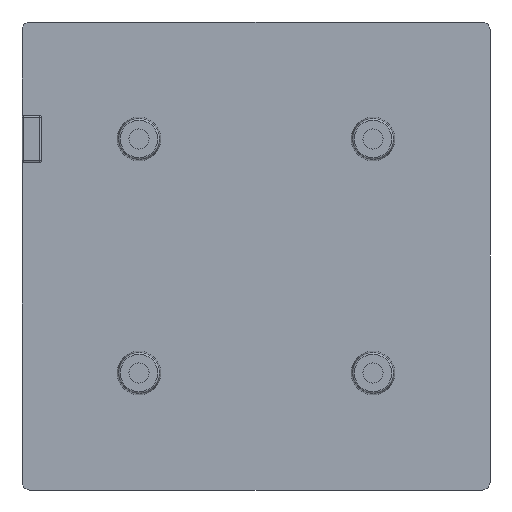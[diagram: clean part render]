
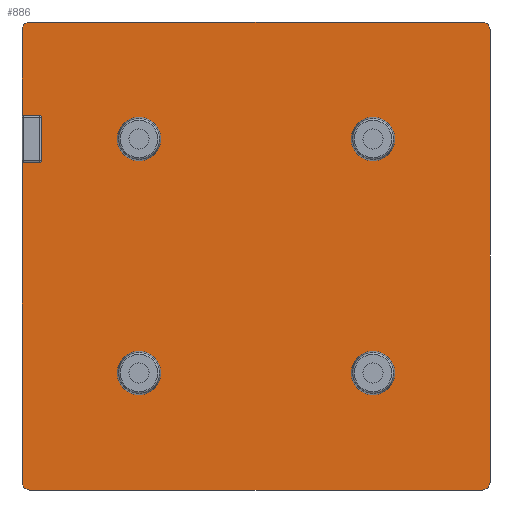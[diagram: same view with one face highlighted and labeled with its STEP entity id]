
A CAD part, front view. The second image highlights one B-rep face of the part: STEP entity #886.
In plain terms, the highlighted planar face has unit normal (0, -1, 0).
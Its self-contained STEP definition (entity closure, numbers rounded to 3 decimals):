
#69=LINE('',#1519,#114);
#73=LINE('',#1674,#118);
#76=LINE('',#1678,#121);
#78=LINE('',#1681,#123);
#80=LINE('',#1684,#125);
#81=LINE('',#1685,#126);
#82=LINE('',#1691,#127);
#83=LINE('',#1694,#128);
#114=VECTOR('',#1216,10.);
#118=VECTOR('',#1254,10.);
#121=VECTOR('',#1259,10.);
#123=VECTOR('',#1263,10.);
#125=VECTOR('',#1267,10.);
#126=VECTOR('',#1268,10.);
#127=VECTOR('',#1275,10.);
#128=VECTOR('',#1278,10.);
#156=FACE_BOUND('',#266,.T.);
#157=FACE_BOUND('',#267,.T.);
#158=FACE_BOUND('',#268,.T.);
#159=FACE_BOUND('',#269,.T.);
#168=PLANE('',#1024);
#207=FACE_OUTER_BOUND('',#265,.T.);
#265=EDGE_LOOP('',(#715,#716,#717,#718,#719,#720,#721,#722,#723,#724,#725,
#726,#727,#728,#729,#730));
#266=EDGE_LOOP('',(#731,#732));
#267=EDGE_LOOP('',(#733,#734));
#268=EDGE_LOOP('',(#735,#736));
#269=EDGE_LOOP('',(#737,#738));
#331=CIRCLE('',#1001,0.2);
#332=CIRCLE('',#1004,0.2);
#333=CIRCLE('',#1009,1.);
#334=CIRCLE('',#1012,1.);
#335=CIRCLE('',#1015,1.);
#336=CIRCLE('',#1018,1.);
#337=CIRCLE('',#1025,0.2);
#338=CIRCLE('',#1026,0.2);
#339=CIRCLE('',#1027,2.447);
#340=CIRCLE('',#1028,2.447);
#341=CIRCLE('',#1029,2.447);
#342=CIRCLE('',#1030,2.447);
#343=CIRCLE('',#1031,2.447);
#344=CIRCLE('',#1032,2.447);
#345=CIRCLE('',#1033,2.447);
#346=CIRCLE('',#1034,2.447);
#406=VERTEX_POINT('',#1511);
#407=VERTEX_POINT('',#1513);
#408=VERTEX_POINT('',#1517);
#409=VERTEX_POINT('',#1521);
#410=VERTEX_POINT('',#1525);
#411=VERTEX_POINT('',#1559);
#413=VERTEX_POINT('',#1562);
#414=VERTEX_POINT('',#1595);
#416=VERTEX_POINT('',#1598);
#417=VERTEX_POINT('',#1631);
#419=VERTEX_POINT('',#1634);
#420=VERTEX_POINT('',#1667);
#422=VERTEX_POINT('',#1670);
#423=VERTEX_POINT('',#1688);
#424=VERTEX_POINT('',#1690);
#425=VERTEX_POINT('',#1692);
#426=VERTEX_POINT('',#1695);
#427=VERTEX_POINT('',#1696);
#428=VERTEX_POINT('',#1699);
#429=VERTEX_POINT('',#1700);
#430=VERTEX_POINT('',#1703);
#431=VERTEX_POINT('',#1704);
#432=VERTEX_POINT('',#1707);
#433=VERTEX_POINT('',#1708);
#507=EDGE_CURVE('',#406,#407,#331,.F.);
#510=EDGE_CURVE('',#406,#408,#69,.T.);
#512=EDGE_CURVE('',#409,#408,#332,.F.);
#517=EDGE_CURVE('',#413,#411,#333,.T.);
#520=EDGE_CURVE('',#416,#414,#334,.T.);
#523=EDGE_CURVE('',#419,#417,#335,.T.);
#526=EDGE_CURVE('',#422,#420,#336,.T.);
#527=EDGE_CURVE('',#422,#411,#73,.T.);
#530=EDGE_CURVE('',#419,#420,#76,.T.);
#532=EDGE_CURVE('',#417,#416,#78,.T.);
#534=EDGE_CURVE('',#409,#414,#80,.T.);
#535=EDGE_CURVE('',#410,#413,#81,.T.);
#536=EDGE_CURVE('',#423,#410,#337,.F.);
#537=EDGE_CURVE('',#423,#424,#82,.T.);
#538=EDGE_CURVE('',#425,#424,#338,.F.);
#539=EDGE_CURVE('',#425,#407,#83,.T.);
#540=EDGE_CURVE('',#426,#427,#339,.T.);
#541=EDGE_CURVE('',#427,#426,#340,.T.);
#542=EDGE_CURVE('',#428,#429,#341,.T.);
#543=EDGE_CURVE('',#429,#428,#342,.T.);
#544=EDGE_CURVE('',#430,#431,#343,.T.);
#545=EDGE_CURVE('',#431,#430,#344,.T.);
#546=EDGE_CURVE('',#432,#433,#345,.T.);
#547=EDGE_CURVE('',#433,#432,#346,.T.);
#715=ORIENTED_EDGE('',*,*,#523,.F.);
#716=ORIENTED_EDGE('',*,*,#530,.T.);
#717=ORIENTED_EDGE('',*,*,#526,.F.);
#718=ORIENTED_EDGE('',*,*,#527,.T.);
#719=ORIENTED_EDGE('',*,*,#517,.F.);
#720=ORIENTED_EDGE('',*,*,#535,.F.);
#721=ORIENTED_EDGE('',*,*,#536,.F.);
#722=ORIENTED_EDGE('',*,*,#537,.T.);
#723=ORIENTED_EDGE('',*,*,#538,.F.);
#724=ORIENTED_EDGE('',*,*,#539,.T.);
#725=ORIENTED_EDGE('',*,*,#507,.F.);
#726=ORIENTED_EDGE('',*,*,#510,.T.);
#727=ORIENTED_EDGE('',*,*,#512,.F.);
#728=ORIENTED_EDGE('',*,*,#534,.T.);
#729=ORIENTED_EDGE('',*,*,#520,.F.);
#730=ORIENTED_EDGE('',*,*,#532,.F.);
#731=ORIENTED_EDGE('',*,*,#540,.T.);
#732=ORIENTED_EDGE('',*,*,#541,.T.);
#733=ORIENTED_EDGE('',*,*,#542,.T.);
#734=ORIENTED_EDGE('',*,*,#543,.T.);
#735=ORIENTED_EDGE('',*,*,#544,.T.);
#736=ORIENTED_EDGE('',*,*,#545,.T.);
#737=ORIENTED_EDGE('',*,*,#546,.T.);
#738=ORIENTED_EDGE('',*,*,#547,.T.);
#886=ADVANCED_FACE('',(#207,#156,#157,#158,#159),#168,.T.);
#1001=AXIS2_PLACEMENT_3D('',#1514,#1210,#1211);
#1004=AXIS2_PLACEMENT_3D('',#1523,#1220,#1221);
#1009=AXIS2_PLACEMENT_3D('',#1564,#1232,#1233);
#1012=AXIS2_PLACEMENT_3D('',#1600,#1238,#1239);
#1015=AXIS2_PLACEMENT_3D('',#1636,#1244,#1245);
#1018=AXIS2_PLACEMENT_3D('',#1672,#1250,#1251);
#1024=AXIS2_PLACEMENT_3D('',#1687,#1271,#1272);
#1025=AXIS2_PLACEMENT_3D('',#1689,#1273,#1274);
#1026=AXIS2_PLACEMENT_3D('',#1693,#1276,#1277);
#1027=AXIS2_PLACEMENT_3D('',#1697,#1279,#1280);
#1028=AXIS2_PLACEMENT_3D('',#1698,#1281,#1282);
#1029=AXIS2_PLACEMENT_3D('',#1701,#1283,#1284);
#1030=AXIS2_PLACEMENT_3D('',#1702,#1285,#1286);
#1031=AXIS2_PLACEMENT_3D('',#1705,#1287,#1288);
#1032=AXIS2_PLACEMENT_3D('',#1706,#1289,#1290);
#1033=AXIS2_PLACEMENT_3D('',#1709,#1291,#1292);
#1034=AXIS2_PLACEMENT_3D('',#1710,#1293,#1294);
#1210=DIRECTION('center_axis',(0.,1.,0.));
#1211=DIRECTION('ref_axis',(0.707,0.,-0.707));
#1216=DIRECTION('',(-1.,0.,0.));
#1220=DIRECTION('center_axis',(0.,1.,0.));
#1221=DIRECTION('ref_axis',(-0.707,0.,-0.707));
#1232=DIRECTION('center_axis',(0.,1.,0.));
#1233=DIRECTION('ref_axis',(-0.707,0.,0.707));
#1238=DIRECTION('center_axis',(0.,1.,0.));
#1239=DIRECTION('ref_axis',(-0.707,0.,-0.707));
#1244=DIRECTION('center_axis',(0.,1.,0.));
#1245=DIRECTION('ref_axis',(0.707,0.,-0.707));
#1250=DIRECTION('center_axis',(0.,1.,0.));
#1251=DIRECTION('ref_axis',(0.707,0.,0.707));
#1254=DIRECTION('',(-1.,0.,0.));
#1259=DIRECTION('',(0.,0.,1.));
#1263=DIRECTION('',(-1.,0.,0.));
#1267=DIRECTION('',(0.,0.,-1.));
#1268=DIRECTION('',(0.,0.,1.));
#1271=DIRECTION('center_axis',(0.,-1.,0.));
#1272=DIRECTION('ref_axis',(0.,0.,-1.));
#1273=DIRECTION('center_axis',(0.,1.,0.));
#1274=DIRECTION('ref_axis',(-0.707,0.,0.707));
#1275=DIRECTION('',(1.,0.,0.));
#1276=DIRECTION('center_axis',(0.,1.,0.));
#1277=DIRECTION('ref_axis',(0.707,0.,0.707));
#1278=DIRECTION('',(0.,0.,-1.));
#1279=DIRECTION('center_axis',(0.,1.,0.));
#1280=DIRECTION('ref_axis',(0.,0.,1.));
#1281=DIRECTION('center_axis',(0.,1.,0.));
#1282=DIRECTION('ref_axis',(0.,0.,1.));
#1283=DIRECTION('center_axis',(0.,1.,0.));
#1284=DIRECTION('ref_axis',(0.,0.,-1.));
#1285=DIRECTION('center_axis',(0.,1.,0.));
#1286=DIRECTION('ref_axis',(0.,0.,-1.));
#1287=DIRECTION('center_axis',(0.,1.,0.));
#1288=DIRECTION('ref_axis',(0.,0.,-1.));
#1289=DIRECTION('center_axis',(0.,1.,0.));
#1290=DIRECTION('ref_axis',(0.,0.,-1.));
#1291=DIRECTION('center_axis',(0.,1.,0.));
#1292=DIRECTION('ref_axis',(0.,0.,1.));
#1293=DIRECTION('center_axis',(0.,1.,0.));
#1294=DIRECTION('ref_axis',(0.,0.,1.));
#1511=CARTESIAN_POINT('',(-42.7,0.,27.));
#1513=CARTESIAN_POINT('',(-42.5,0.,27.2));
#1514=CARTESIAN_POINT('Origin',(-42.7,0.,27.2));
#1517=CARTESIAN_POINT('',(-44.8,0.,27.));
#1519=CARTESIAN_POINT('',(-13.75,0.,27.));
#1521=CARTESIAN_POINT('',(-45.,0.,27.2));
#1523=CARTESIAN_POINT('Origin',(-44.8,0.,27.2));
#1525=CARTESIAN_POINT('',(-45.,0.,32.8));
#1559=CARTESIAN_POINT('',(-44.,0.,45.));
#1562=CARTESIAN_POINT('',(-45.,0.,44.));
#1564=CARTESIAN_POINT('Origin',(-44.,0.,44.));
#1595=CARTESIAN_POINT('',(-45.,0.,-14.));
#1598=CARTESIAN_POINT('',(-44.,0.,-15.));
#1600=CARTESIAN_POINT('Origin',(-44.,0.,-14.));
#1631=CARTESIAN_POINT('',(14.,0.,-15.));
#1634=CARTESIAN_POINT('',(15.,0.,-14.));
#1636=CARTESIAN_POINT('Origin',(14.,0.,-14.));
#1667=CARTESIAN_POINT('',(15.,0.,44.));
#1670=CARTESIAN_POINT('',(14.,0.,45.));
#1672=CARTESIAN_POINT('Origin',(14.,0.,44.));
#1674=CARTESIAN_POINT('',(15.,0.,45.));
#1678=CARTESIAN_POINT('',(15.,0.,-15.));
#1681=CARTESIAN_POINT('',(15.,0.,-15.));
#1684=CARTESIAN_POINT('',(-45.,0.,-15.));
#1685=CARTESIAN_POINT('',(-45.,0.,-15.));
#1687=CARTESIAN_POINT('Origin',(15.,0.,-15.));
#1688=CARTESIAN_POINT('',(-44.8,0.,33.));
#1689=CARTESIAN_POINT('Origin',(-44.8,0.,32.8));
#1690=CARTESIAN_POINT('',(-42.7,0.,33.));
#1691=CARTESIAN_POINT('',(-15.,0.,33.));
#1692=CARTESIAN_POINT('',(-42.5,0.,32.8));
#1693=CARTESIAN_POINT('Origin',(-42.7,0.,32.8));
#1694=CARTESIAN_POINT('',(-42.5,0.,9.));
#1695=CARTESIAN_POINT('',(0.,0.,32.447));
#1696=CARTESIAN_POINT('',(0.,0.,27.553));
#1697=CARTESIAN_POINT('Origin',(0.,0.,30.));
#1698=CARTESIAN_POINT('Origin',(0.,0.,30.));
#1699=CARTESIAN_POINT('',(-30.,0.,27.553));
#1700=CARTESIAN_POINT('',(-30.,0.,32.447));
#1701=CARTESIAN_POINT('Origin',(-30.,0.,30.));
#1702=CARTESIAN_POINT('Origin',(-30.,0.,30.));
#1703=CARTESIAN_POINT('',(0.,0.,-2.447));
#1704=CARTESIAN_POINT('',(0.,0.,2.447));
#1705=CARTESIAN_POINT('Origin',(0.,0.,0.));
#1706=CARTESIAN_POINT('Origin',(0.,0.,0.));
#1707=CARTESIAN_POINT('',(-30.,0.,2.447));
#1708=CARTESIAN_POINT('',(-30.,0.,-2.447));
#1709=CARTESIAN_POINT('Origin',(-30.,0.,0.));
#1710=CARTESIAN_POINT('Origin',(-30.,0.,0.));
